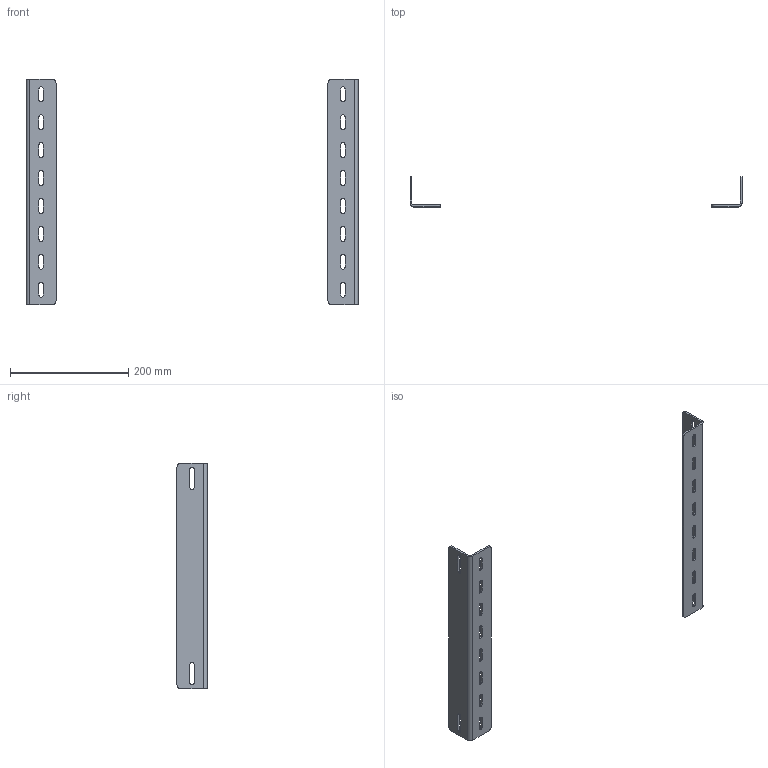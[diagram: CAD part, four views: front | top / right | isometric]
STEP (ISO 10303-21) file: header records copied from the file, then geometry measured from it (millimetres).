
FILE_DESCRIPTION (( 'STEP AP203' ), '1' );
FILE_NAME ('SCE-SB18.step', '2021-01-08T16:00:10', ( 'ADC123' ), ( 'Microsoft' ), 'SwSTEP 2.0', 'SolidWorks 2019', '' );
FILE_SCHEMA (( 'CONFIG_CONTROL_DESIGN' ));
Length unit declared in the file: inch
Products named in the file (1): SCE-SB18
Bounding box: 561.19 x 50.8 x 381 mm (x, y, z)
Volume: 220990.5 mm3; surface area: 149265.9 mm2
Topology: 2 solids, 2 shells, 108 faces, 312 edges, 208 vertices
Faces by surface type: plane 56, cylinder 52
Entity records: 3737 total; most frequent: DIRECTION 634, CARTESIAN_POINT 629, ORIENTED_EDGE 624, EDGE_CURVE 312, AXIS2_PLACEMENT_3D 213, VERTEX_POINT 208, VECTOR 208, LINE 208
